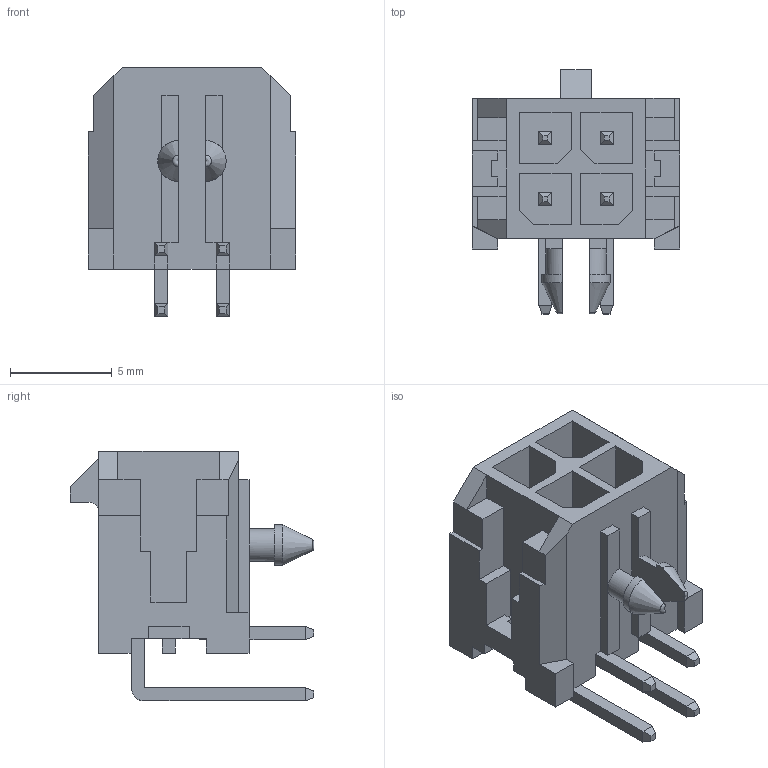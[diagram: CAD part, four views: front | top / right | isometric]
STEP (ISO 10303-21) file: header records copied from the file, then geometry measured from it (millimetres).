
FILE_DESCRIPTION (( 'STEP AP214' ), '1' );
FILE_NAME ('MicroFit-2x2R-molex43045-0400.STEP', '2019-12-27T11:17:18', ( 'Elessar' ), ( '' ), 'SwSTEP 2.0', 'SolidWorks 2018', '' );
FILE_SCHEMA (( 'AUTOMOTIVE_DESIGN' ));
Length unit declared in the file: millimetre
Products named in the file (1): MicroFit-2x2R-molex43045-0400
Bounding box: 10.15 x 11.95 x 12.24 mm (x, y, z)
Volume: 443.8 mm3; surface area: 966.6 mm2
Topology: 1 solids, 1 shells, 256 faces, 667 edges, 420 vertices
Faces by surface type: plane 245, cylinder 7, cone 2, torus 1, bspline 1
Entity records: 10637 total; most frequent: CARTESIAN_POINT 1590, ORIENTED_EDGE 1330, DIRECTION 1167, EDGE_CURVE 665, VECTOR 643, LINE 643, VERTEX_POINT 420, EDGE_LOOP 265
